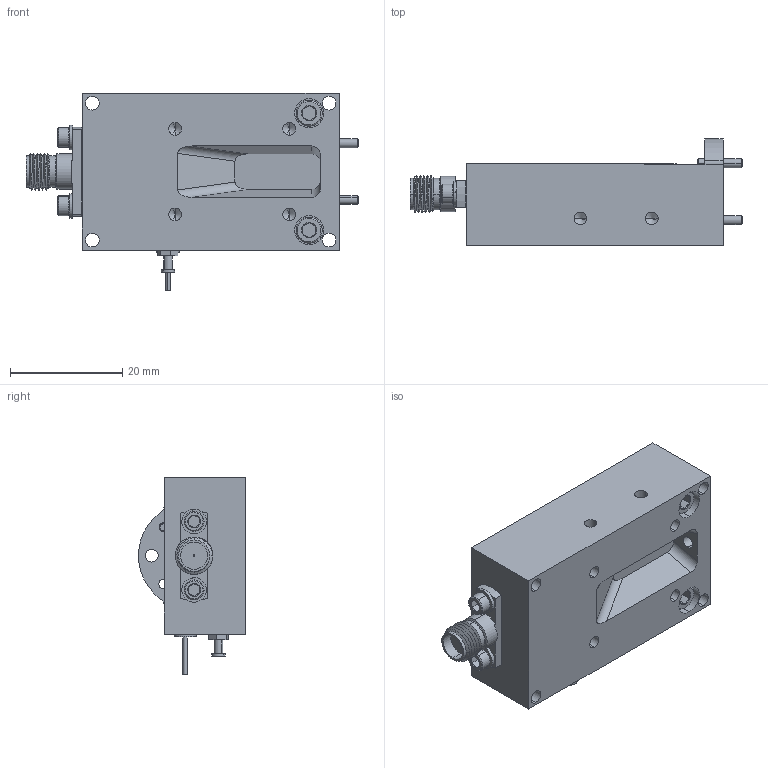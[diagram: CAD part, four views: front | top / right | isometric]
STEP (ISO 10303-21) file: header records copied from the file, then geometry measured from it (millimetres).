
FILE_DESCRIPTION (( 'STEP AP203' ), '1' );
FILE_NAME ('DEFEATURED SFA-603903616-12SF-E1.STEP', '2020-11-17T18:49:49', ( '' ), ( '' ), 'SwSTEP 2.0', 'SolidWorks 2020', '' );
FILE_SCHEMA (( 'CONFIG_CONTROL_DESIGN' ));
Length unit declared in the file: millimetre
Products named in the file (1): DEFEATURED SFA-603903616-12SF-E1
Bounding box: 59.12 x 19.01 x 35.18 mm (x, y, z)
Volume: 17206.1 mm3; surface area: 9286.3 mm2
Topology: 8 solids, 8 shells, 497 faces, 1214 edges, 755 vertices
Faces by surface type: plane 195, cylinder 181, cone 117, torus 2, bspline 2
Entity records: 15487 total; most frequent: CARTESIAN_POINT 3821, DIRECTION 2461, ORIENTED_EDGE 2380, EDGE_CURVE 1190, AXIS2_PLACEMENT_3D 946, VERTEX_POINT 755, EDGE_LOOP 571, VECTOR 569
